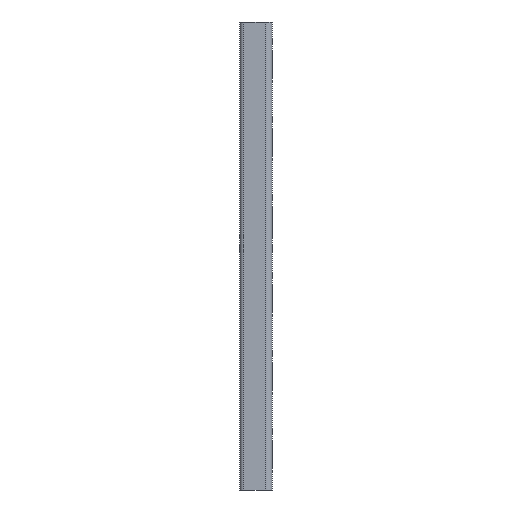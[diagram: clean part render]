
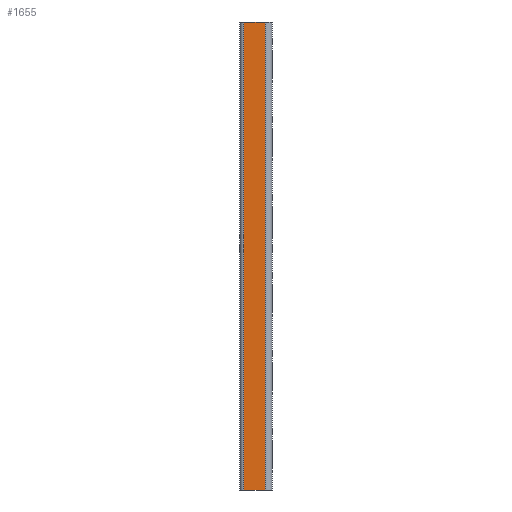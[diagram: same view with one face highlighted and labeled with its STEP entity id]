
A CAD part, left-side view. The second image highlights one B-rep face of the part: STEP entity #1655.
In plain terms, the highlighted planar face has unit normal (-1, 0, 0).
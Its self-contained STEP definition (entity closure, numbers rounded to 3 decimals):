
#25 = ORIENTED_EDGE ( 'NONE', *, *, #1103, .F. ) ;
#117 = VERTEX_POINT ( 'NONE', #1154 ) ;
#118 = DIRECTION ( 'NONE',  ( 0., 0., -1. ) ) ;
#174 = CARTESIAN_POINT ( 'NONE',  ( -20.5, 4.5, 0. ) ) ;
#266 = ORIENTED_EDGE ( 'NONE', *, *, #299, .T. ) ;
#299 = EDGE_CURVE ( 'NONE', #536, #117, #1308, .T. ) ;
#421 = DIRECTION ( 'NONE',  ( 1., 0., 0. ) ) ;
#536 = VERTEX_POINT ( 'NONE', #807 ) ;
#650 = EDGE_LOOP ( 'NONE', ( #2128, #25, #2121, #266 ) ) ;
#651 = DIRECTION ( 'NONE',  ( 0., -1., 0. ) ) ;
#709 = FACE_OUTER_BOUND ( 'NONE', #650, .T. ) ;
#711 = DIRECTION ( 'NONE',  ( 0., -1., 0. ) ) ;
#807 = CARTESIAN_POINT ( 'NONE',  ( -20.5, 18.5, 300. ) ) ;
#873 = LINE ( 'NONE', #2142, #1046 ) ;
#1005 = VERTEX_POINT ( 'NONE', #174 ) ;
#1046 = VECTOR ( 'NONE', #651, 1000. ) ;
#1100 = CARTESIAN_POINT ( 'NONE',  ( -20.5, 4.5, 300. ) ) ;
#1103 = EDGE_CURVE ( 'NONE', #1484, #1005, #2344, .T. ) ;
#1129 = CARTESIAN_POINT ( 'NONE',  ( -20.5, 4.5, 0. ) ) ;
#1154 = CARTESIAN_POINT ( 'NONE',  ( -20.5, 18.5, 0. ) ) ;
#1226 = LINE ( 'NONE', #1129, #1406 ) ;
#1239 = CARTESIAN_POINT ( 'NONE',  ( -20.5, 18.5, 300. ) ) ;
#1275 = VECTOR ( 'NONE', #118, 1000. ) ;
#1308 = LINE ( 'NONE', #1239, #1275 ) ;
#1344 = AXIS2_PLACEMENT_3D ( 'NONE', #1100, #421, #1709 ) ;
#1375 = VECTOR ( 'NONE', #1720, 1000. ) ;
#1406 = VECTOR ( 'NONE', #711, 1000. ) ;
#1484 = VERTEX_POINT ( 'NONE', #1903 ) ;
#1655 = ADVANCED_FACE ( 'NONE', ( #709 ), #2419, .F. ) ;
#1709 = DIRECTION ( 'NONE',  ( 0., 0., -1. ) ) ;
#1720 = DIRECTION ( 'NONE',  ( 0., 0., -1. ) ) ;
#1831 = EDGE_CURVE ( 'NONE', #117, #1005, #1226, .T. ) ;
#1903 = CARTESIAN_POINT ( 'NONE',  ( -20.5, 4.5, 300. ) ) ;
#2085 = EDGE_CURVE ( 'NONE', #536, #1484, #873, .T. ) ;
#2121 = ORIENTED_EDGE ( 'NONE', *, *, #2085, .F. ) ;
#2128 = ORIENTED_EDGE ( 'NONE', *, *, #1831, .T. ) ;
#2142 = CARTESIAN_POINT ( 'NONE',  ( -20.5, 4.5, 300. ) ) ;
#2344 = LINE ( 'NONE', #2428, #1375 ) ;
#2419 = PLANE ( 'NONE',  #1344 ) ;
#2428 = CARTESIAN_POINT ( 'NONE',  ( -20.5, 4.5, 300. ) ) ;
